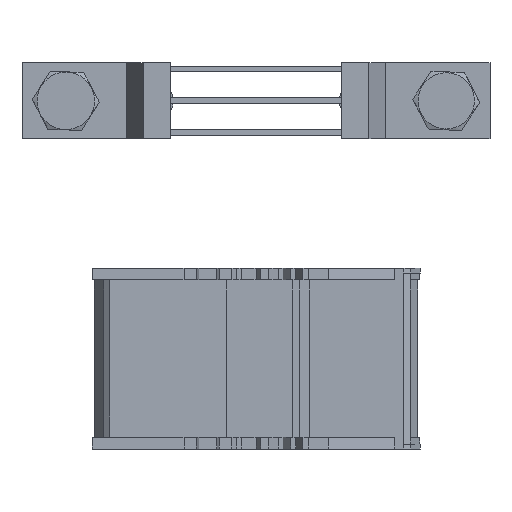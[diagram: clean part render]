
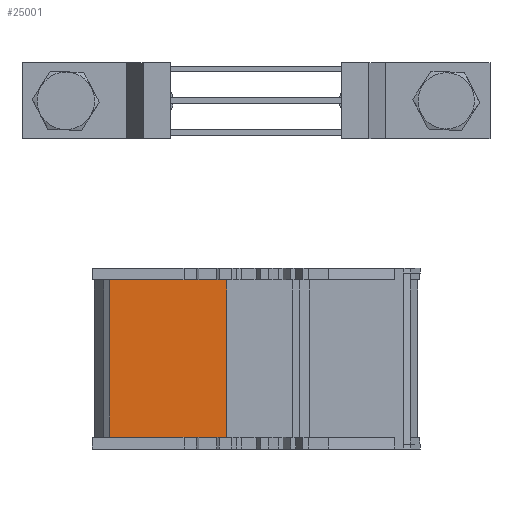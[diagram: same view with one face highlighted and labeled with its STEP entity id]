
A CAD part, front view. The second image highlights one B-rep face of the part: STEP entity #25001.
In plain terms, the highlighted planar face has unit normal (0, -1, 0).
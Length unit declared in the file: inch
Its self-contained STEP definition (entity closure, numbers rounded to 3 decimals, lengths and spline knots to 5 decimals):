
#1165 = EDGE_CURVE ( 'NONE', #10842, #14335, #17290, .T. ) ;
#1354 = LINE ( 'NONE', #27887, #27351 ) ;
#2079 = EDGE_CURVE ( 'NONE', #23800, #18516, #25609, .T. ) ;
#2589 = VERTEX_POINT ( 'NONE', #4826 ) ;
#3620 = ORIENTED_EDGE ( 'NONE', *, *, #10932, .F. ) ;
#3637 = EDGE_CURVE ( 'NONE', #23800, #2589, #10056, .T. ) ;
#3672 = DIRECTION ( 'NONE',  ( 1., 0., 0. ) ) ;
#3760 = PLANE ( 'NONE',  #24148 ) ;
#3844 = DIRECTION ( 'NONE',  ( 1., 0., 0. ) ) ;
#3847 = CARTESIAN_POINT ( 'NONE',  ( -1.51201, 0.08149, -0.15 ) ) ;
#4771 = CARTESIAN_POINT ( 'NONE',  ( -1.51201, 0.08149, 1.72047 ) ) ;
#4826 = CARTESIAN_POINT ( 'NONE',  ( -0.30036, 0.08149, 1.60047 ) ) ;
#4938 = DIRECTION ( 'NONE',  ( 0., 0., -1. ) ) ;
#5254 = VERTEX_POINT ( 'NONE', #3847 ) ;
#5599 = EDGE_CURVE ( 'NONE', #5254, #14335, #1354, .T. ) ;
#6178 = CARTESIAN_POINT ( 'NONE',  ( -1.77166, 0.08149, 1.72047 ) ) ;
#6915 = ORIENTED_EDGE ( 'NONE', *, *, #27766, .F. ) ;
#6962 = LINE ( 'NONE', #28567, #8080 ) ;
#8080 = VECTOR ( 'NONE', #4938, 39.37008 ) ;
#8900 = CARTESIAN_POINT ( 'NONE',  ( -1.51119, 0.08149, 1.72047 ) ) ;
#8909 = LINE ( 'NONE', #20194, #15475 ) ;
#9482 = VERTEX_POINT ( 'NONE', #24290 ) ;
#9519 = DIRECTION ( 'NONE',  ( 0., 0., 1. ) ) ;
#9668 = ORIENTED_EDGE ( 'NONE', *, *, #5599, .T. ) ;
#10056 = LINE ( 'NONE', #25999, #21709 ) ;
#10842 = VERTEX_POINT ( 'NONE', #18030 ) ;
#10932 = EDGE_CURVE ( 'NONE', #2589, #9482, #6962, .T. ) ;
#10933 = LINE ( 'NONE', #6178, #25700 ) ;
#10951 = EDGE_CURVE ( 'NONE', #9482, #10842, #18103, .T. ) ;
#11961 = CARTESIAN_POINT ( 'NONE',  ( -1.51119, 0.08149, -1.99054 ) ) ;
#12392 = CARTESIAN_POINT ( 'NONE',  ( -1.51119, 0.08149, 0.07047 ) ) ;
#13854 = ORIENTED_EDGE ( 'NONE', *, *, #27831, .F. ) ;
#14335 = VERTEX_POINT ( 'NONE', #15642 ) ;
#14618 = ORIENTED_EDGE ( 'NONE', *, *, #1165, .F. ) ;
#14637 = DIRECTION ( 'NONE',  ( 1., 0., 0. ) ) ;
#15140 = DIRECTION ( 'NONE',  ( 0., 0., -1. ) ) ;
#15475 = VECTOR ( 'NONE', #18021, 39.37008 ) ;
#15642 = CARTESIAN_POINT ( 'NONE',  ( -1.51119, 0.08149, -0.15 ) ) ;
#15810 = DIRECTION ( 'NONE',  ( -1., 0., 0. ) ) ;
#16940 = ORIENTED_EDGE ( 'NONE', *, *, #3637, .F. ) ;
#17088 = CARTESIAN_POINT ( 'NONE',  ( 0., 0.08149, 0.07047 ) ) ;
#17290 = LINE ( 'NONE', #12392, #26713 ) ;
#17681 = CARTESIAN_POINT ( 'NONE',  ( -1.51119, 0.08149, 1.60047 ) ) ;
#17969 = CARTESIAN_POINT ( 'NONE',  ( -0.30036, 0.08149, -0.02953 ) ) ;
#18021 = DIRECTION ( 'NONE',  ( 0., 0., 1. ) ) ;
#18030 = CARTESIAN_POINT ( 'NONE',  ( -1.51119, 0.08149, -0.02953 ) ) ;
#18103 = LINE ( 'NONE', #17969, #26599 ) ;
#18120 = ORIENTED_EDGE ( 'NONE', *, *, #10951, .F. ) ;
#18367 = VECTOR ( 'NONE', #9519, 39.37008 ) ;
#18516 = VERTEX_POINT ( 'NONE', #8900 ) ;
#19109 = DIRECTION ( 'NONE',  ( 0., -1., 0. ) ) ;
#20194 = CARTESIAN_POINT ( 'NONE',  ( -1.51201, 0.08149, -0.15 ) ) ;
#21475 = EDGE_LOOP ( 'NONE', ( #16940, #27675, #6915, #13854, #9668, #14618, #18120, #3620 ) ) ;
#21709 = VECTOR ( 'NONE', #28148, 39.37008 ) ;
#23342 = FACE_OUTER_BOUND ( 'NONE', #21475, .T. ) ;
#23800 = VERTEX_POINT ( 'NONE', #17681 ) ;
#24148 = AXIS2_PLACEMENT_3D ( 'NONE', #17088, #19109, #14637 ) ;
#24290 = CARTESIAN_POINT ( 'NONE',  ( -0.30036, 0.08149, -0.02953 ) ) ;
#25001 = ADVANCED_FACE ( 'NONE', ( #23342 ), #3760, .T. ) ;
#25609 = LINE ( 'NONE', #11961, #18367 ) ;
#25700 = VECTOR ( 'NONE', #3844, 39.37008 ) ;
#25999 = CARTESIAN_POINT ( 'NONE',  ( 0., 0.08149, 1.60047 ) ) ;
#26599 = VECTOR ( 'NONE', #15810, 39.37008 ) ;
#26713 = VECTOR ( 'NONE', #15140, 39.37008 ) ;
#27351 = VECTOR ( 'NONE', #3672, 39.37008 ) ;
#27388 = VERTEX_POINT ( 'NONE', #4771 ) ;
#27675 = ORIENTED_EDGE ( 'NONE', *, *, #2079, .T. ) ;
#27766 = EDGE_CURVE ( 'NONE', #27388, #18516, #10933, .T. ) ;
#27831 = EDGE_CURVE ( 'NONE', #5254, #27388, #8909, .T. ) ;
#27887 = CARTESIAN_POINT ( 'NONE',  ( -0.50346, 0.08149, -0.15 ) ) ;
#28148 = DIRECTION ( 'NONE',  ( 1., 0., 0. ) ) ;
#28567 = CARTESIAN_POINT ( 'NONE',  ( -0.30036, 0.08149, 0.07047 ) ) ;
